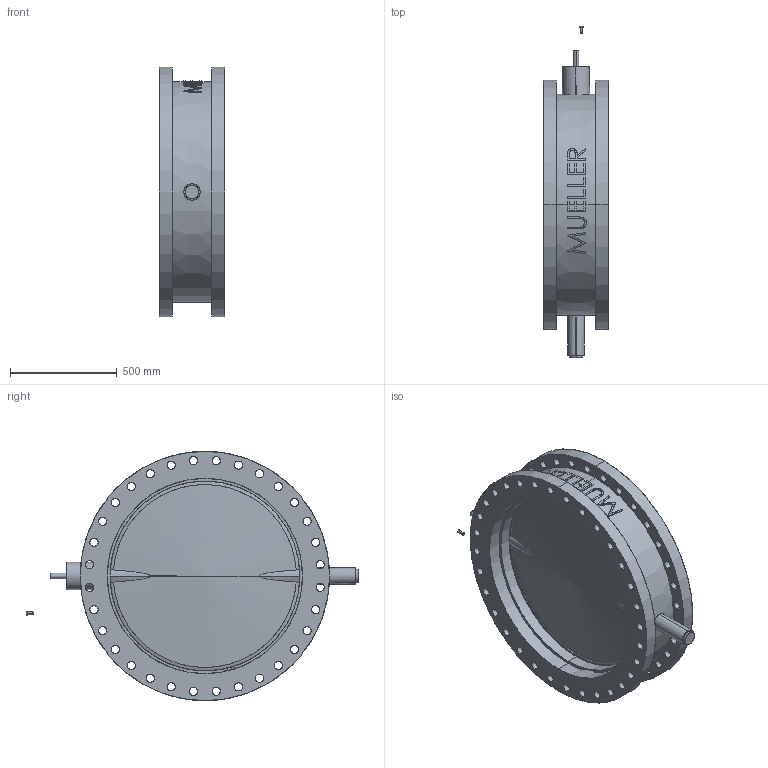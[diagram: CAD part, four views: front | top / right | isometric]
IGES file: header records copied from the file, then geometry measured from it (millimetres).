
Start section: SolidWorks IGES file using analytic representation for surfaces
Global section: file name: B_36.IGS; native system: SolidWorks 2012; preprocessor: SolidWorks 2012; author: CAD; date: 150330.181252; units: inch
Bounding box: 304.8 x 1555.75 x 1168.4 mm (x, y, z)
Surface area: 6415942.1 mm2 (no closed solid volume)
Topology: 0 solids, 0 shells, 300 faces, 8705 edges, 8701 vertices
Faces by surface type: revolution 189, bspline 111
